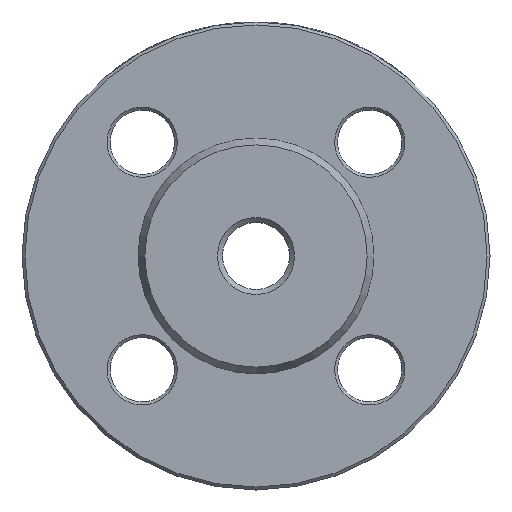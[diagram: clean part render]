
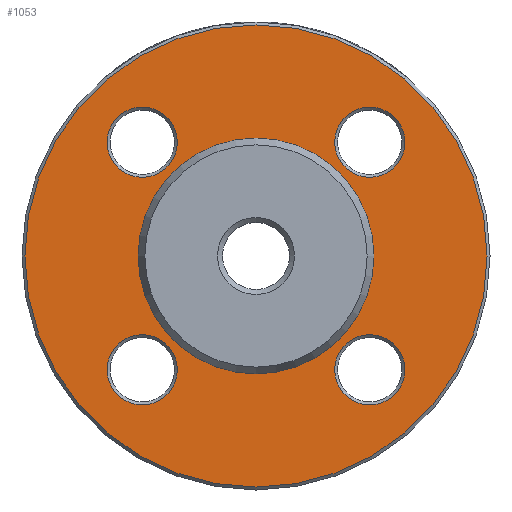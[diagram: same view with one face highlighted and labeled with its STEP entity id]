
A CAD part, left-side view. The second image highlights one B-rep face of the part: STEP entity #1053.
In plain terms, the highlighted planar face has unit normal (-1, 0, 0).
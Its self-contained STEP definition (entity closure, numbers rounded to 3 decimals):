
#15 = VERTEX_POINT ( 'NONE', #5178 ) ;
#112 = EDGE_CURVE ( 'NONE', #2508, #2508, #1904, .T. ) ;
#359 = CARTESIAN_POINT ( 'NONE',  ( 2., -19.445, -13.445 ) ) ;
#377 = CARTESIAN_POINT ( 'NONE',  ( 2., 20.155, 0. ) ) ;
#454 = CARTESIAN_POINT ( 'NONE',  ( 2., 19.445, 19.445 ) ) ;
#576 = DIRECTION ( 'NONE',  ( 1., 0., 0. ) ) ;
#749 = FACE_OUTER_BOUND ( 'NONE', #1210, .T. ) ;
#852 = CARTESIAN_POINT ( 'NONE',  ( 2., -19.445, -19.445 ) ) ;
#1053 = ADVANCED_FACE ( 'NONE', ( #5087, #2012, #3747, #4580, #749, #2946 ), #4165, .F. ) ;
#1210 = EDGE_LOOP ( 'NONE', ( #4242 ) ) ;
#1309 = ORIENTED_EDGE ( 'NONE', *, *, #3017, .T. ) ;
#1312 = EDGE_LOOP ( 'NONE', ( #1309 ) ) ;
#1639 = AXIS2_PLACEMENT_3D ( 'NONE', #4608, #5032, #2403 ) ;
#1666 = DIRECTION ( 'NONE',  ( 1., 0., 0. ) ) ;
#1678 = ORIENTED_EDGE ( 'NONE', *, *, #4400, .F. ) ;
#1796 = CARTESIAN_POINT ( 'NONE',  ( 2., -13.445, 19.445 ) ) ;
#1842 = EDGE_CURVE ( 'NONE', #5445, #5445, #3451, .T. ) ;
#1904 = CIRCLE ( 'NONE', #2542, 6. ) ;
#2012 = FACE_BOUND ( 'NONE', #4641, .T. ) ;
#2144 = DIRECTION ( 'NONE',  ( 1., 0., 0. ) ) ;
#2403 = DIRECTION ( 'NONE',  ( 0., 0., -1. ) ) ;
#2447 = CARTESIAN_POINT ( 'NONE',  ( 2., 0., -39.5 ) ) ;
#2465 = DIRECTION ( 'NONE',  ( 0., 0., -1. ) ) ;
#2508 = VERTEX_POINT ( 'NONE', #359 ) ;
#2524 = EDGE_LOOP ( 'NONE', ( #1678 ) ) ;
#2542 = AXIS2_PLACEMENT_3D ( 'NONE', #852, #1666, #3454 ) ;
#2597 = DIRECTION ( 'NONE',  ( 0., 0., -1. ) ) ;
#2599 = CARTESIAN_POINT ( 'NONE',  ( 2., -19.445, 19.445 ) ) ;
#2618 = ORIENTED_EDGE ( 'NONE', *, *, #112, .T. ) ;
#2761 = CIRCLE ( 'NONE', #5277, 6. ) ;
#2790 = AXIS2_PLACEMENT_3D ( 'NONE', #2599, #5245, #4405 ) ;
#2871 = AXIS2_PLACEMENT_3D ( 'NONE', #4907, #4401, #5272 ) ;
#2885 = AXIS2_PLACEMENT_3D ( 'NONE', #4452, #576, #5435 ) ;
#2938 = EDGE_LOOP ( 'NONE', ( #5336 ) ) ;
#2946 = FACE_BOUND ( 'NONE', #2524, .T. ) ;
#3017 = EDGE_CURVE ( 'NONE', #3305, #3305, #2761, .T. ) ;
#3305 = VERTEX_POINT ( 'NONE', #4591 ) ;
#3451 = CIRCLE ( 'NONE', #1639, 39.5 ) ;
#3454 = DIRECTION ( 'NONE',  ( 0., 0., 1. ) ) ;
#3747 = FACE_BOUND ( 'NONE', #2938, .T. ) ;
#3970 = VERTEX_POINT ( 'NONE', #5264 ) ;
#4165 = PLANE ( 'NONE',  #5153 ) ;
#4242 = ORIENTED_EDGE ( 'NONE', *, *, #1842, .T. ) ;
#4314 = ORIENTED_EDGE ( 'NONE', *, *, #4914, .T. ) ;
#4400 = EDGE_CURVE ( 'NONE', #15, #15, #4573, .T. ) ;
#4401 = DIRECTION ( 'NONE',  ( -1., 0., 0. ) ) ;
#4405 = DIRECTION ( 'NONE',  ( 0., 1., 0. ) ) ;
#4452 = CARTESIAN_POINT ( 'NONE',  ( 2., 19.445, -19.445 ) ) ;
#4573 = CIRCLE ( 'NONE', #2871, 20.155 ) ;
#4580 = FACE_BOUND ( 'NONE', #1312, .T. ) ;
#4591 = CARTESIAN_POINT ( 'NONE',  ( 2., 19.445, 13.445 ) ) ;
#4608 = CARTESIAN_POINT ( 'NONE',  ( 2., 0., 0. ) ) ;
#4641 = EDGE_LOOP ( 'NONE', ( #2618 ) ) ;
#4701 = DIRECTION ( 'NONE',  ( 1., 0., 0. ) ) ;
#4865 = EDGE_LOOP ( 'NONE', ( #4314 ) ) ;
#4907 = CARTESIAN_POINT ( 'NONE',  ( 2., 0., 0. ) ) ;
#4914 = EDGE_CURVE ( 'NONE', #3970, #3970, #4949, .T. ) ;
#4949 = CIRCLE ( 'NONE', #2885, 6. ) ;
#5032 = DIRECTION ( 'NONE',  ( -1., 0., 0. ) ) ;
#5087 = FACE_BOUND ( 'NONE', #4865, .T. ) ;
#5152 = VERTEX_POINT ( 'NONE', #1796 ) ;
#5153 = AXIS2_PLACEMENT_3D ( 'NONE', #377, #4701, #2465 ) ;
#5178 = CARTESIAN_POINT ( 'NONE',  ( 2., 0., 20.155 ) ) ;
#5215 = CIRCLE ( 'NONE', #2790, 6. ) ;
#5245 = DIRECTION ( 'NONE',  ( 1., 0., 0. ) ) ;
#5264 = CARTESIAN_POINT ( 'NONE',  ( 2., 13.445, -19.445 ) ) ;
#5272 = DIRECTION ( 'NONE',  ( 0., 0., 1. ) ) ;
#5277 = AXIS2_PLACEMENT_3D ( 'NONE', #454, #2144, #2597 ) ;
#5336 = ORIENTED_EDGE ( 'NONE', *, *, #5355, .T. ) ;
#5355 = EDGE_CURVE ( 'NONE', #5152, #5152, #5215, .T. ) ;
#5435 = DIRECTION ( 'NONE',  ( 0., -1., 0. ) ) ;
#5445 = VERTEX_POINT ( 'NONE', #2447 ) ;
